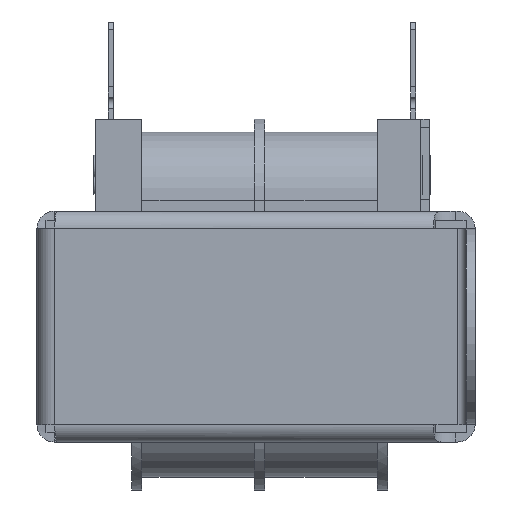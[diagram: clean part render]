
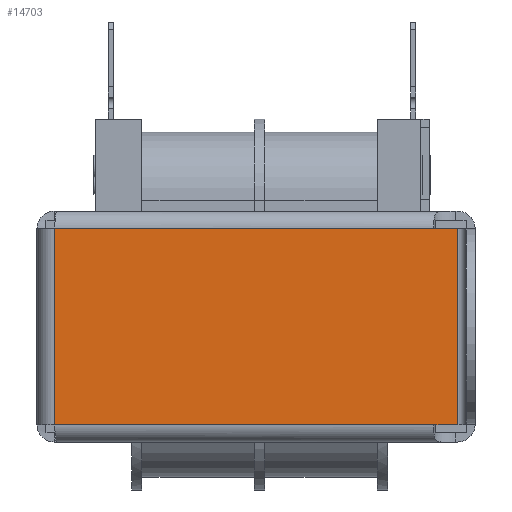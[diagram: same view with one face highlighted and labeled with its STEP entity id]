
A CAD part, left-side view. The second image highlights one B-rep face of the part: STEP entity #14703.
In plain terms, the highlighted planar face has unit normal (-1, 0, 0).
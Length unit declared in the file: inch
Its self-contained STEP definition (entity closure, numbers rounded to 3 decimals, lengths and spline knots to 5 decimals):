
#844 = CARTESIAN_POINT ( 'NONE',  ( -0.985, -1.531, 0.378 ) ) ;
#1069 = LINE ( 'NONE', #844, #11977 ) ;
#1284 = CARTESIAN_POINT ( 'NONE',  ( -0.985, -0.035, -0.378 ) ) ;
#1437 = LINE ( 'NONE', #19719, #6348 ) ;
#2206 = VECTOR ( 'NONE', #7960, 39.37008 ) ;
#2753 = DIRECTION ( 'NONE',  ( 0., 1., 0. ) ) ;
#2860 = CARTESIAN_POINT ( 'NONE',  ( -0.985, -0.035, 0.378 ) ) ;
#2911 = ORIENTED_EDGE ( 'NONE', *, *, #18667, .F. ) ;
#4304 = DIRECTION ( 'NONE',  ( 0., 0., -1. ) ) ;
#4561 = VECTOR ( 'NONE', #9460, 39.37008 ) ;
#5234 = CARTESIAN_POINT ( 'NONE',  ( -0.985, -1.531, -0.378 ) ) ;
#6348 = VECTOR ( 'NONE', #13125, 39.37008 ) ;
#7299 = EDGE_CURVE ( 'NONE', #16183, #11564, #1437, .T. ) ;
#7960 = DIRECTION ( 'NONE',  ( 0., -1., 0. ) ) ;
#8401 = VECTOR ( 'NONE', #16688, 39.37008 ) ;
#9092 = ORIENTED_EDGE ( 'NONE', *, *, #13971, .T. ) ;
#9460 = DIRECTION ( 'NONE',  ( 0., 0., -1. ) ) ;
#9662 = AXIS2_PLACEMENT_3D ( 'NONE', #2860, #13414, #2753 ) ;
#10119 = ORIENTED_EDGE ( 'NONE', *, *, #18410, .T. ) ;
#10918 = VERTEX_POINT ( 'NONE', #19902 ) ;
#10963 = LINE ( 'NONE', #17815, #22001 ) ;
#11287 = FACE_OUTER_BOUND ( 'NONE', #13758, .T. ) ;
#11528 = CARTESIAN_POINT ( 'NONE',  ( -0.985, -0.067, 0.378 ) ) ;
#11564 = VERTEX_POINT ( 'NONE', #19104 ) ;
#11977 = VECTOR ( 'NONE', #19904, 39.37008 ) ;
#12891 = VERTEX_POINT ( 'NONE', #20751 ) ;
#13125 = DIRECTION ( 'NONE',  ( 0., -1., 0. ) ) ;
#13301 = PLANE ( 'NONE',  #9662 ) ;
#13374 = LINE ( 'NONE', #14619, #4561 ) ;
#13414 = DIRECTION ( 'NONE',  ( 1., 0., 0. ) ) ;
#13758 = EDGE_LOOP ( 'NONE', ( #9092, #15950, #2911, #17139, #14021, #10119 ) ) ;
#13971 = EDGE_CURVE ( 'NONE', #12891, #16183, #20002, .T. ) ;
#14021 = ORIENTED_EDGE ( 'NONE', *, *, #20175, .F. ) ;
#14619 = CARTESIAN_POINT ( 'NONE',  ( -0.985, -1.623, 0.378 ) ) ;
#14703 = ADVANCED_FACE ( 'NONE', ( #11287 ), #13301, .F. ) ;
#15950 = ORIENTED_EDGE ( 'NONE', *, *, #7299, .T. ) ;
#16183 = VERTEX_POINT ( 'NONE', #5234 ) ;
#16688 = DIRECTION ( 'NONE',  ( 0., -1., 0. ) ) ;
#17139 = ORIENTED_EDGE ( 'NONE', *, *, #17838, .F. ) ;
#17815 = CARTESIAN_POINT ( 'NONE',  ( -0.985, -0.067, 0.378 ) ) ;
#17838 = EDGE_CURVE ( 'NONE', #10918, #19867, #1069, .T. ) ;
#18299 = CARTESIAN_POINT ( 'NONE',  ( -0.985, -1.623, 0.378 ) ) ;
#18410 = EDGE_CURVE ( 'NONE', #19390, #12891, #10963, .T. ) ;
#18663 = LINE ( 'NONE', #22032, #8401 ) ;
#18667 = EDGE_CURVE ( 'NONE', #19867, #11564, #13374, .T. ) ;
#19104 = CARTESIAN_POINT ( 'NONE',  ( -0.985, -1.623, -0.378 ) ) ;
#19390 = VERTEX_POINT ( 'NONE', #11528 ) ;
#19719 = CARTESIAN_POINT ( 'NONE',  ( -0.985, -1.531, -0.378 ) ) ;
#19867 = VERTEX_POINT ( 'NONE', #18299 ) ;
#19902 = CARTESIAN_POINT ( 'NONE',  ( -0.985, -1.531, 0.378 ) ) ;
#19904 = DIRECTION ( 'NONE',  ( 0., -1., 0. ) ) ;
#20002 = LINE ( 'NONE', #1284, #2206 ) ;
#20175 = EDGE_CURVE ( 'NONE', #19390, #10918, #18663, .T. ) ;
#20751 = CARTESIAN_POINT ( 'NONE',  ( -0.985, -0.067, -0.378 ) ) ;
#22001 = VECTOR ( 'NONE', #4304, 39.37008 ) ;
#22032 = CARTESIAN_POINT ( 'NONE',  ( -0.985, -0.035, 0.378 ) ) ;
